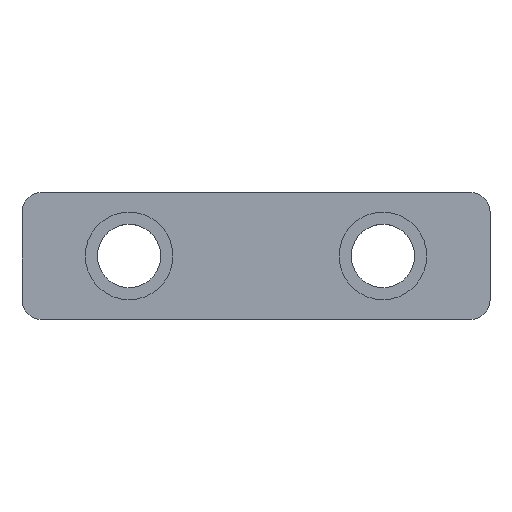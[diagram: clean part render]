
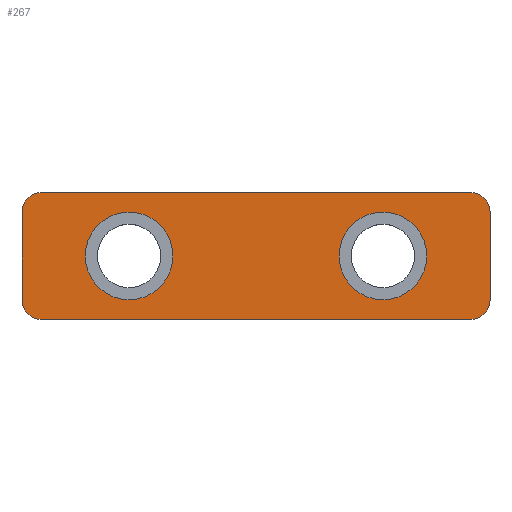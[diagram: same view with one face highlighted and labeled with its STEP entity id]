
A CAD part, top view. The second image highlights one B-rep face of the part: STEP entity #267.
In plain terms, the highlighted planar face has unit normal (0, 0, 1).
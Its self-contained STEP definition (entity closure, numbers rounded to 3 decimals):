
#12=FACE_BOUND($,#48,.T.);
#13=FACE_BOUND($,#49,.T.);
#14=FACE_BOUND($,#50,.T.);
#26=PLANE($,#288);
#48=EDGE_LOOP($,(#184));
#49=EDGE_LOOP($,(#185));
#50=EDGE_LOOP($,(#186,#187,#188,#189,#190,#191,#192,#193));
#74=LINE($,#410,#90);
#77=LINE($,#420,#93);
#78=LINE($,#424,#94);
#79=LINE($,#428,#95);
#90=VECTOR($,#328,33.86);
#93=VECTOR($,#337,6.98);
#94=VECTOR($,#340,33.86);
#95=VECTOR($,#343,6.98);
#104=CIRCLE($,#285,1.51);
#106=CIRCLE($,#289,3.45);
#107=CIRCLE($,#290,3.45);
#108=CIRCLE($,#291,1.51);
#109=CIRCLE($,#292,1.51);
#110=CIRCLE($,#293,1.51);
#120=VERTEX_POINT($,#400);
#121=VERTEX_POINT($,#401);
#124=VERTEX_POINT($,#409);
#126=VERTEX_POINT($,#415);
#127=VERTEX_POINT($,#417);
#128=VERTEX_POINT($,#419);
#129=VERTEX_POINT($,#421);
#130=VERTEX_POINT($,#423);
#131=VERTEX_POINT($,#425);
#132=VERTEX_POINT($,#427);
#144=EDGE_CURVE($,#120,#121,#104,.T.);
#148=EDGE_CURVE($,#124,#121,#74,.T.);
#151=EDGE_CURVE($,#126,#126,#106,.T.);
#152=EDGE_CURVE($,#127,#127,#107,.T.);
#153=EDGE_CURVE($,#120,#128,#77,.T.);
#154=EDGE_CURVE($,#129,#128,#108,.T.);
#155=EDGE_CURVE($,#129,#130,#78,.T.);
#156=EDGE_CURVE($,#131,#130,#109,.T.);
#157=EDGE_CURVE($,#131,#132,#79,.T.);
#158=EDGE_CURVE($,#124,#132,#110,.T.);
#184=ORIENTED_EDGE($,*,*,#151,.T.);
#185=ORIENTED_EDGE($,*,*,#152,.T.);
#186=ORIENTED_EDGE($,*,*,#144,.F.);
#187=ORIENTED_EDGE($,*,*,#153,.T.);
#188=ORIENTED_EDGE($,*,*,#154,.F.);
#189=ORIENTED_EDGE($,*,*,#155,.T.);
#190=ORIENTED_EDGE($,*,*,#156,.F.);
#191=ORIENTED_EDGE($,*,*,#157,.T.);
#192=ORIENTED_EDGE($,*,*,#158,.F.);
#193=ORIENTED_EDGE($,*,*,#148,.T.);
#267=ADVANCED_FACE($,(#12,#13,#14),#26,.T.);
#285=AXIS2_PLACEMENT_3D($,#402,#320,#321);
#288=AXIS2_PLACEMENT_3D($,#414,#331,#332);
#289=AXIS2_PLACEMENT_3D($,#416,#333,#334);
#290=AXIS2_PLACEMENT_3D($,#418,#335,#336);
#291=AXIS2_PLACEMENT_3D($,#422,#338,#339);
#292=AXIS2_PLACEMENT_3D($,#426,#341,#342);
#293=AXIS2_PLACEMENT_3D($,#429,#344,#345);
#320=DIRECTION('center_axis',(0.,0.,-1.));
#321=DIRECTION('ref_axis',(-0.707,0.707,0.));
#328=DIRECTION($,(-1.,0.,0.));
#331=DIRECTION('center_axis',(0.,0.,1.));
#332=DIRECTION('ref_axis',(1.,0.,0.));
#333=DIRECTION('center_axis',(0.,0.,-1.));
#334=DIRECTION('ref_axis',(-1.,0.,0.));
#335=DIRECTION('center_axis',(0.,0.,-1.));
#336=DIRECTION('ref_axis',(-1.,0.,0.));
#337=DIRECTION($,(0.,-1.,0.));
#338=DIRECTION('center_axis',(0.,0.,-1.));
#339=DIRECTION('ref_axis',(-0.707,-0.707,0.));
#340=DIRECTION($,(1.,0.,0.));
#341=DIRECTION('center_axis',(0.,0.,-1.));
#342=DIRECTION('ref_axis',(0.707,-0.707,0.));
#343=DIRECTION($,(0.,1.,0.));
#344=DIRECTION('center_axis',(0.,0.,-1.));
#345=DIRECTION('ref_axis',(0.707,0.707,0.));
#400=CARTESIAN_POINT('',(-18.44,3.49,1.6));
#401=CARTESIAN_POINT('',(-16.93,5.,1.6));
#402=CARTESIAN_POINT('Origin',(-16.93,3.49,1.6));
#409=CARTESIAN_POINT('',(16.93,5.,1.6));
#410=CARTESIAN_POINT($,(-18.44,5.,1.6));
#414=CARTESIAN_POINT('Origin',(0.,0.,1.6));
#415=CARTESIAN_POINT('',(-6.55,0.,1.6));
#416=CARTESIAN_POINT('Origin',(-10.,0.,1.6));
#417=CARTESIAN_POINT('',(13.45,0.,1.6));
#418=CARTESIAN_POINT('Origin',(10.,0.,1.6));
#419=CARTESIAN_POINT('',(-18.44,-3.49,1.6));
#420=CARTESIAN_POINT($,(-18.44,-5.,1.6));
#421=CARTESIAN_POINT('',(-16.93,-5.,1.6));
#422=CARTESIAN_POINT('Origin',(-16.93,-3.49,1.6));
#423=CARTESIAN_POINT('',(16.93,-5.,1.6));
#424=CARTESIAN_POINT($,(18.44,-5.,1.6));
#425=CARTESIAN_POINT('',(18.44,-3.49,1.6));
#426=CARTESIAN_POINT('Origin',(16.93,-3.49,1.6));
#427=CARTESIAN_POINT('',(18.44,3.49,1.6));
#428=CARTESIAN_POINT($,(18.44,5.,1.6));
#429=CARTESIAN_POINT('Origin',(16.93,3.49,1.6));
